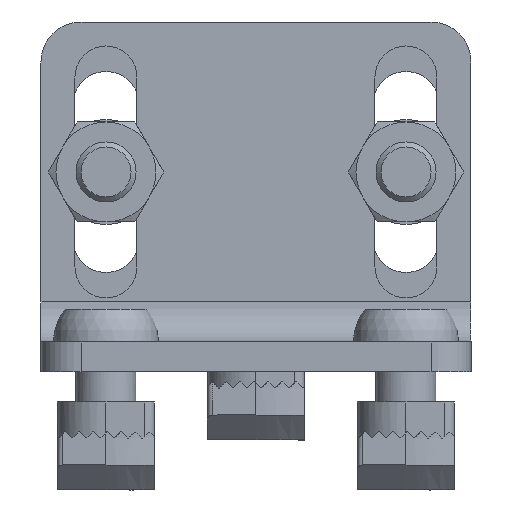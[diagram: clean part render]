
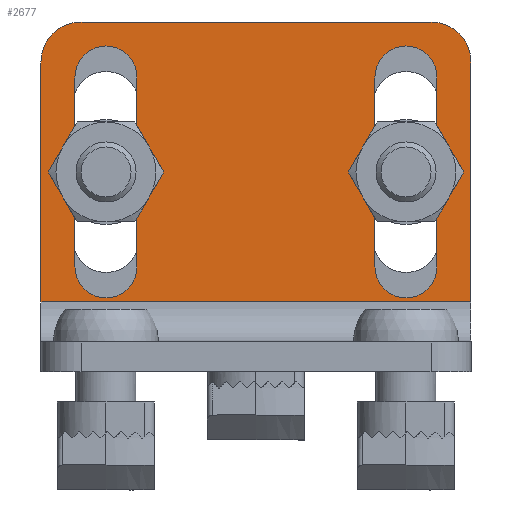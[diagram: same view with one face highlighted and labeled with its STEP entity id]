
A CAD part, left-side view. The second image highlights one B-rep face of the part: STEP entity #2677.
In plain terms, the highlighted face is planar.
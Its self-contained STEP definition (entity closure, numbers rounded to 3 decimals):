
#2677=ADVANCED_FACE('',(#3371,#3372,#3373),#3374,.F.);
#3371=FACE_BOUND('',#4119,.T.);
#3372=FACE_BOUND('',#4120,.T.);
#3373=FACE_OUTER_BOUND('',#4121,.T.);
#3374=PLANE('',#4122);
#4119=EDGE_LOOP('',(#6815,#6816,#6817,#6818));
#4120=EDGE_LOOP('',(#6819,#6820,#6821,#6822));
#4121=EDGE_LOOP('',(#6823,#6824,#6825,#6826,#6827,#6828));
#4122=AXIS2_PLACEMENT_3D('',#6829,#6830,#6831);
#6815=ORIENTED_EDGE('',*,*,#7759,.F.);
#6816=ORIENTED_EDGE('',*,*,#7760,.F.);
#6817=ORIENTED_EDGE('',*,*,#7761,.F.);
#6818=ORIENTED_EDGE('',*,*,#7762,.F.);
#6819=ORIENTED_EDGE('',*,*,#7763,.F.);
#6820=ORIENTED_EDGE('',*,*,#7764,.F.);
#6821=ORIENTED_EDGE('',*,*,#7709,.F.);
#6822=ORIENTED_EDGE('',*,*,#7765,.F.);
#6823=ORIENTED_EDGE('',*,*,#7766,.F.);
#6824=ORIENTED_EDGE('',*,*,#7746,.F.);
#6825=ORIENTED_EDGE('',*,*,#7741,.T.);
#6826=ORIENTED_EDGE('',*,*,#7739,.T.);
#6827=ORIENTED_EDGE('',*,*,#7758,.F.);
#6828=ORIENTED_EDGE('',*,*,#7704,.F.);
#6829=CARTESIAN_POINT('',(3.0,35.0,21.5));
#6830=DIRECTION('',(-1.0,0.,0.0));
#6831=DIRECTION('',(0.,-1.0,0.0));
#7704=EDGE_CURVE('',#9129,#9132,#9133,.F.);
#7709=EDGE_CURVE('',#9140,#9142,#9143,.F.);
#7739=EDGE_CURVE('',#9190,#9188,#9191,.T.);
#7741=EDGE_CURVE('',#9193,#9190,#9194,.F.);
#7746=EDGE_CURVE('',#9193,#9201,#9202,.T.);
#7758=EDGE_CURVE('',#9132,#9188,#9220,.F.);
#7759=EDGE_CURVE('',#9221,#9222,#9223,.F.);
#7760=EDGE_CURVE('',#9224,#9221,#9225,.F.);
#7761=EDGE_CURVE('',#9226,#9224,#9227,.F.);
#7762=EDGE_CURVE('',#9222,#9226,#9228,.T.);
#7763=EDGE_CURVE('',#9229,#9230,#9231,.F.);
#7764=EDGE_CURVE('',#9142,#9229,#9232,.F.);
#7765=EDGE_CURVE('',#9230,#9140,#9233,.T.);
#7766=EDGE_CURVE('',#9201,#9129,#9234,.T.);
#9129=VERTEX_POINT('',#11533);
#9132=VERTEX_POINT('',#11537);
#9133=LINE('',#11538,#11539);
#9140=VERTEX_POINT('',#11548);
#9142=VERTEX_POINT('',#11551);
#9143=CIRCLE('',#11552,3.1);
#9188=VERTEX_POINT('',#11618);
#9190=VERTEX_POINT('',#11621);
#9191=LINE('',#11622,#11623);
#9193=VERTEX_POINT('',#11625);
#9194=LINE('',#11626,#11627);
#9201=VERTEX_POINT('',#11636);
#9202=LINE('',#11637,#11638);
#9220=CIRCLE('',#11662,4.0);
#9221=VERTEX_POINT('',#11663);
#9222=VERTEX_POINT('',#11664);
#9223=CIRCLE('',#11665,3.1);
#9224=VERTEX_POINT('',#11666);
#9225=LINE('',#11667,#11668);
#9226=VERTEX_POINT('',#11669);
#9227=CIRCLE('',#11670,3.1);
#9228=LINE('',#11671,#11672);
#9229=VERTEX_POINT('',#11673);
#9230=VERTEX_POINT('',#11674);
#9231=CIRCLE('',#11675,3.1);
#9232=LINE('',#11676,#11677);
#9233=LINE('',#11678,#11679);
#9234=CIRCLE('',#11680,4.0);
#11533=CARTESIAN_POINT('',(3.0,35.0,17.5));
#11537=CARTESIAN_POINT('',(3.0,35.0,-17.5));
#11538=CARTESIAN_POINT('',(3.0,35.0,21.5));
#11539=VECTOR('',#12941,1.0);
#11548=CARTESIAN_POINT('',(3.0,10.5,-11.9));
#11551=CARTESIAN_POINT('',(3.0,10.5,-18.1));
#11552=AXIS2_PLACEMENT_3D('',#12948,#12949,#12950);
#11618=CARTESIAN_POINT('',(3.0,31.0,-21.5));
#11621=CARTESIAN_POINT('',(3.0,7.0,-21.5));
#11622=CARTESIAN_POINT('',(3.0,7.0,-21.5));
#11623=VECTOR('',#12994,1.0);
#11625=CARTESIAN_POINT('',(3.0,7.0,21.5));
#11626=CARTESIAN_POINT('',(3.0,7.0,21.5));
#11627=VECTOR('',#12998,1.0);
#11636=CARTESIAN_POINT('',(3.0,31.0,21.5));
#11637=CARTESIAN_POINT('',(3.0,7.0,21.5));
#11638=VECTOR('',#13007,1.0);
#11662=AXIS2_PLACEMENT_3D('',#13029,#13030,#13031);
#11663=CARTESIAN_POINT('',(3.0,29.5,11.9));
#11664=CARTESIAN_POINT('',(3.0,29.5,18.1));
#11665=AXIS2_PLACEMENT_3D('',#13032,#13033,#13034);
#11666=CARTESIAN_POINT('',(3.0,10.5,11.9));
#11667=CARTESIAN_POINT('',(3.0,35.0,11.9));
#11668=VECTOR('',#13035,1.0);
#11669=CARTESIAN_POINT('',(3.0,10.5,18.1));
#11670=AXIS2_PLACEMENT_3D('',#13036,#13037,#13038);
#11671=CARTESIAN_POINT('',(3.0,35.0,18.1));
#11672=VECTOR('',#13039,1.0);
#11673=CARTESIAN_POINT('',(3.0,29.5,-18.1));
#11674=CARTESIAN_POINT('',(3.0,29.5,-11.9));
#11675=AXIS2_PLACEMENT_3D('',#13040,#13041,#13042);
#11676=CARTESIAN_POINT('',(3.0,35.0,-18.1));
#11677=VECTOR('',#13043,1.0);
#11678=CARTESIAN_POINT('',(3.0,35.0,-11.9));
#11679=VECTOR('',#13044,1.0);
#11680=AXIS2_PLACEMENT_3D('',#13045,#13046,#13047);
#12941=DIRECTION('',(0.0,0.0,1.0));
#12948=CARTESIAN_POINT('',(3.0,10.5,-15.0));
#12949=DIRECTION('',(-1.0,0.,0.0));
#12950=DIRECTION('',(0.,-1.0,0.0));
#12994=DIRECTION('',(0.0,1.0,0.0));
#12998=DIRECTION('',(0.0,0.0,1.0));
#13007=DIRECTION('',(0.0,1.0,0.0));
#13029=CARTESIAN_POINT('',(3.0,31.0,-17.5));
#13030=DIRECTION('',(1.0,0.0,0.0));
#13031=DIRECTION('',(0.0,0.0,-1.0));
#13032=CARTESIAN_POINT('',(3.0,29.5,15.0));
#13033=DIRECTION('',(-1.0,0.,0.0));
#13034=DIRECTION('',(0.,-1.0,0.0));
#13035=DIRECTION('',(0.,-1.0,0.0));
#13036=CARTESIAN_POINT('',(3.0,10.5,15.0));
#13037=DIRECTION('',(-1.0,0.,0.0));
#13038=DIRECTION('',(0.,-1.0,0.0));
#13039=DIRECTION('',(0.,-1.0,0.0));
#13040=CARTESIAN_POINT('',(3.0,29.5,-15.0));
#13041=DIRECTION('',(-1.0,0.,0.0));
#13042=DIRECTION('',(0.,-1.0,0.0));
#13043=DIRECTION('',(0.,-1.0,0.0));
#13044=DIRECTION('',(0.,-1.0,0.0));
#13045=CARTESIAN_POINT('',(3.0,31.0,17.5));
#13046=DIRECTION('',(-1.0,0.0,0.0));
#13047=DIRECTION('',(0.0,0.0,1.0));
